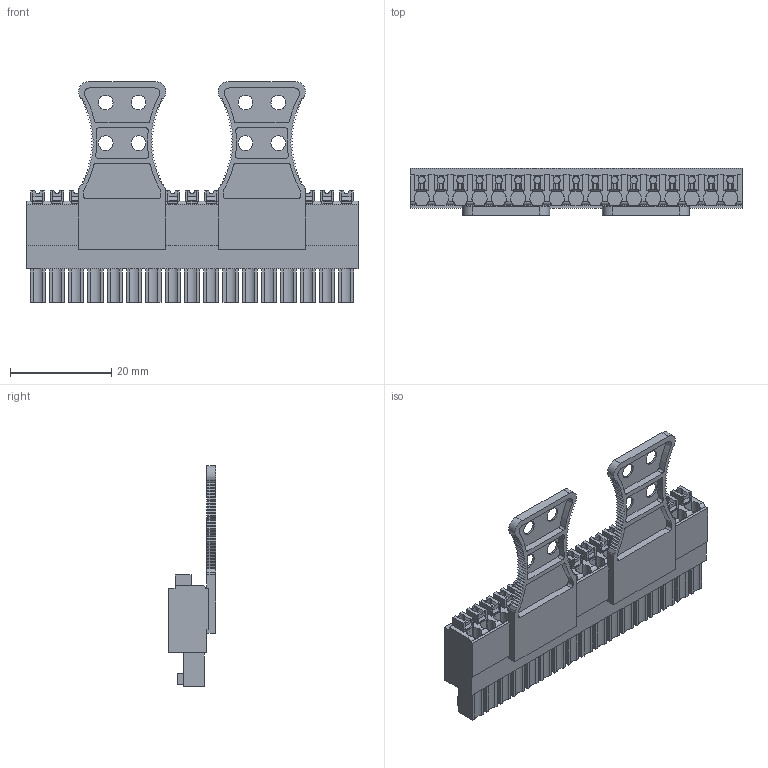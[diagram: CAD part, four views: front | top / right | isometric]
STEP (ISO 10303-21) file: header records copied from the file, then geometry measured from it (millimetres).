
FILE_DESCRIPTION(('CATIA V5 STEP Exchange','CAx-IF Rec.Pracs.--- Model Styling and Organization---1.2---2011-12-15'),'2;1');
FILE_NAME ('D1450034_0', '2018-09-11T12:05:30+00:00', ('none'), ('Weidmueller'), 'CATIA Version 5-6 Release 2014', 'CATIA V5 STEP AP214', 'none');
FILE_SCHEMA(('AUTOMOTIVE_DESIGN { 1 0 10303 214 1 1 1 1 }'));
Length unit declared in the file: millimetre
Products named in the file (1): 1235930000
Bounding box: 65.56 x 9.3 x 43.6 mm (x, y, z)
Volume: 8864 mm3; surface area: 8843.8 mm2
Topology: 20 solids, 20 shells, 1168 faces, 3213 edges, 2142 vertices
Faces by surface type: plane 978, cylinder 156, cone 34
Entity records: 34157 total; most frequent: CARTESIAN_POINT 6580, ORIENTED_EDGE 6426, DIRECTION 4420, EDGE_CURVE 3213, VECTOR 2612, LINE 2612, VERTEX_POINT 2142, EDGE_LOOP 1241
